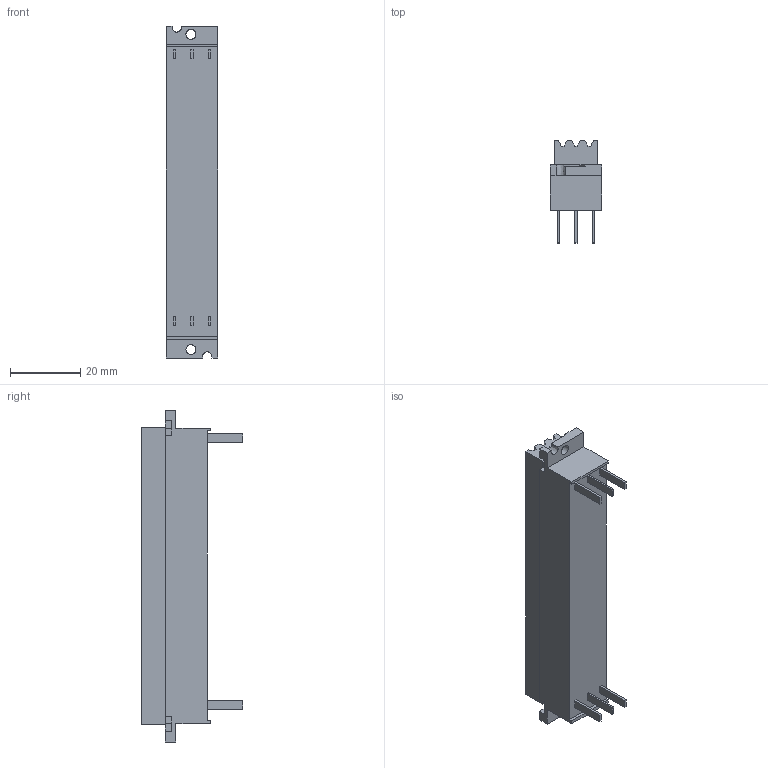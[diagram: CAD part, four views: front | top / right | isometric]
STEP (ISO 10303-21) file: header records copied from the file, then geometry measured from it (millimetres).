
FILE_DESCRIPTION((''),'2;1');
FILE_NAME( '0906_DIN_Type_F_straight_female_solder_eye_48_p.stp','2005-11-16T09:34:52',('User'),('SDRC'),'I-DEAS Master Series 9','UNIX','Yes');
FILE_SCHEMA(('AUTOMOTIVE_DESIGN { 1 0 10303 214 1 1 1 1 }'));
Length unit declared in the file: millimetre
Products named in the file (1): 0906_DIN_Type_F_straight_female_solder_eye_48_p
Bounding box: 14.75 x 29.05 x 94.8 mm (x, y, z)
Volume: 22067.1 mm3; surface area: 7502.9 mm2
Topology: 1 solids, 1 shells, 118 faces, 318 edges, 208 vertices
Faces by surface type: bspline 118
Entity records: 3503 total; most frequent: CARTESIAN_POINT 1382, ORIENTED_EDGE 636, EDGE_CURVE 318, QUASI_UNIFORM_CURVE 222, VERTEX_POINT 208, EDGE_LOOP 128, FACE_OUTER_BOUND 118, ADVANCED_FACE 118
